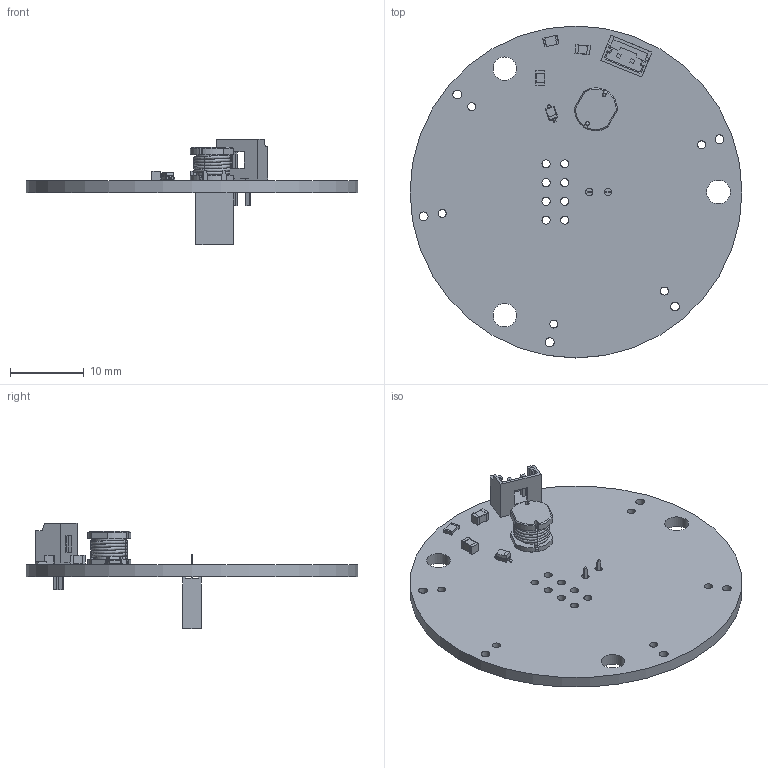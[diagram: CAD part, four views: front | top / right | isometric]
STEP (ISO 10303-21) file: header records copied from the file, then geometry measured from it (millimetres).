
FILE_DESCRIPTION(('KiCad electronic assembly'),'2;1');
FILE_NAME('PicoPar6_Driver.step','2020-04-11T23:08:55',('An Author'),( 'A Company'),'Open CASCADE STEP processor 6.9', 'KiCad to STEP converter','Unknown');
FILE_SCHEMA(('AUTOMOTIVE_DESIGN { 1 0 10303 214 1 1 1 1 }'));
Length unit declared in the file: millimetre
Products named in the file (27): Open CASCADE STEP translator 6.9 1; Molex_MICRO-LATCH_532530270_2pin__2.00_; COMPOUND; SMD_Inductor_CD54; SOLID; PinSocket_1x02_P2.54mm_Vertical; D_SOD-323; R_0805_2012Metric; C_0805_2012Metric
Assembly tree (27 placements, depth 3):
  Open CASCADE STEP translator 6.9 1
    Molex_MICRO-LATCH_532530270_2pin__2.00_
      COMPOUND
    SMD_Inductor_CD54
      SOLID
      SOLID
      SOLID
      SOLID
      SOLID
      SOLID
      SOLID
      SOLID
      SOLID
      SOLID
      SOLID
      SOLID
      SOLID
      COMPOUND
    PinSocket_1x02_P2.54mm_Vertical
      SOLID
    D_SOD-323
      SOLID
    R_0805_2012Metric
      SOLID
    C_0805_2012Metric  x2
      SOLID
    COMPOUND
Bounding box: 45 x 45 x 14.25 mm (x, y, z)
Volume: 2711.9 mm3; surface area: 4252.6 mm2
Topology: 22 solids, 22 shells, 438 faces, 1080 edges, 707 vertices
Faces by surface type: plane 305, cylinder 89, bspline 35, cone 4, revolution 3, torus 2
Full cylindrical faces by diameter (mm): 0.43 x4, 0.8 x2, 1 x2, 1.082 x5, 1.1 x8, 1.2 x5, 3.2 x3, 4.02 x1, 45 x1
Entity records: 27924 total; most frequent: CARTESIAN_POINT 5501, DIRECTION 3803, LINE 2490, VECTOR 2490, ORIENTED_EDGE 1986, PCURVE 1986, DEFINITIONAL_REPRESENTATION 1986, EDGE_CURVE 993
